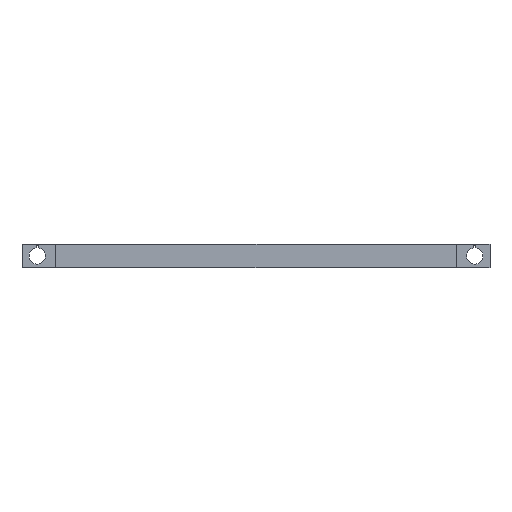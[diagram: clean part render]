
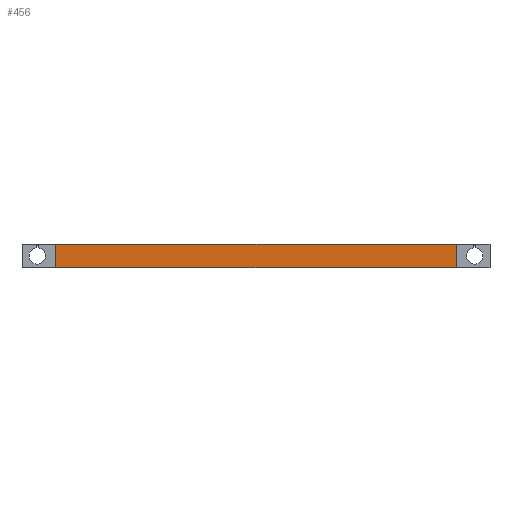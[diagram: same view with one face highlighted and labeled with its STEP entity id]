
A CAD part, front view. The second image highlights one B-rep face of the part: STEP entity #456.
In plain terms, the highlighted planar face has unit normal (0, -1, 0).
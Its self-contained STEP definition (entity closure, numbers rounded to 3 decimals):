
#365 = VERTEX_POINT('',#366);
#366 = CARTESIAN_POINT('',(42.8,-50.,5.));
#372 = EDGE_CURVE('',#373,#365,#375,.T.);
#373 = VERTEX_POINT('',#374);
#374 = CARTESIAN_POINT('',(42.8,-50.,0.));
#375 = LINE('',#376,#377);
#376 = CARTESIAN_POINT('',(42.8,-50.,0.));
#377 = VECTOR('',#378,1.);
#378 = DIRECTION('',(0.,0.,1.));
#456 = ADVANCED_FACE('',(#457),#482,.F.);
#457 = FACE_BOUND('',#458,.F.);
#458 = EDGE_LOOP('',(#459,#469,#475,#476));
#459 = ORIENTED_EDGE('',*,*,#460,.T.);
#460 = EDGE_CURVE('',#461,#463,#465,.T.);
#461 = VERTEX_POINT('',#462);
#462 = CARTESIAN_POINT('',(-42.8,-50.,0.));
#463 = VERTEX_POINT('',#464);
#464 = CARTESIAN_POINT('',(-42.8,-50.,5.));
#465 = LINE('',#466,#467);
#466 = CARTESIAN_POINT('',(-42.8,-50.,0.));
#467 = VECTOR('',#468,1.);
#468 = DIRECTION('',(0.,0.,1.));
#469 = ORIENTED_EDGE('',*,*,#470,.T.);
#470 = EDGE_CURVE('',#463,#365,#471,.T.);
#471 = LINE('',#472,#473);
#472 = CARTESIAN_POINT('',(-42.8,-50.,5.));
#473 = VECTOR('',#474,1.);
#474 = DIRECTION('',(1.,0.,0.));
#475 = ORIENTED_EDGE('',*,*,#372,.F.);
#476 = ORIENTED_EDGE('',*,*,#477,.F.);
#477 = EDGE_CURVE('',#461,#373,#478,.T.);
#478 = LINE('',#479,#480);
#479 = CARTESIAN_POINT('',(-42.8,-50.,0.));
#480 = VECTOR('',#481,1.);
#481 = DIRECTION('',(1.,0.,0.));
#482 = PLANE('',#483);
#483 = AXIS2_PLACEMENT_3D('',#484,#485,#486);
#484 = CARTESIAN_POINT('',(-42.8,-50.,0.));
#485 = DIRECTION('',(0.,1.,0.));
#486 = DIRECTION('',(1.,0.,0.));
